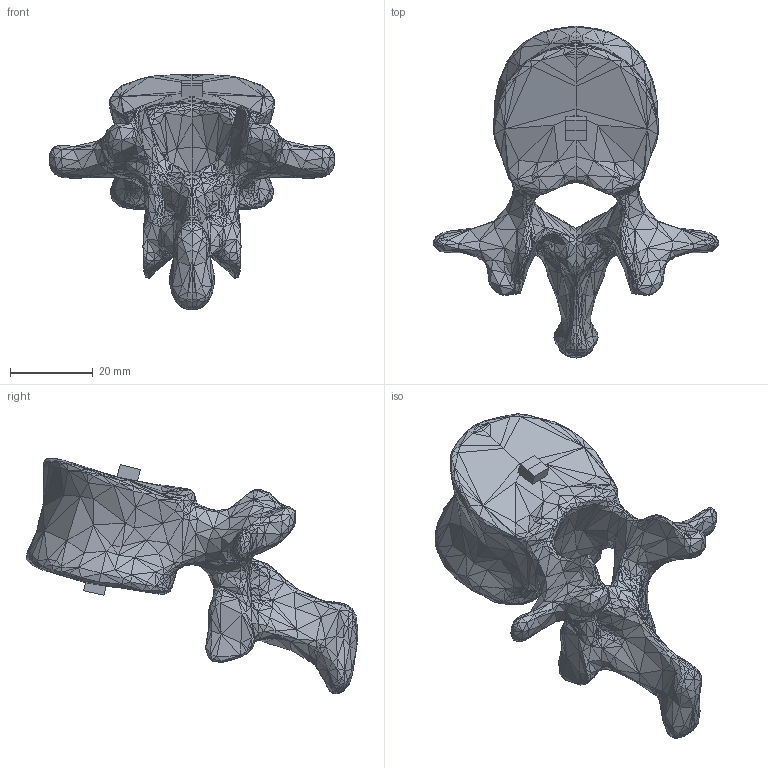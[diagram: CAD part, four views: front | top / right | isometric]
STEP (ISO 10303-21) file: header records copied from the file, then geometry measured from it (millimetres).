
FILE_DESCRIPTION(/* description */ (''),/* implementation_level */ '2;1');
FILE_NAME(/* name */ 'L1.step',/* time_stamp */ '2024-04-27T09:54:30-04:00',/* author */ (''),/* organization */ (''),/* preprocessor_version */ 'ST-DEVELOPER v20',/* originating_system */ 'Autodesk Translation Framework v12.20.1.177',/* authorisation */ '');
FILE_SCHEMA (('AUTOMOTIVE_DESIGN { 1 0 10303 214 3 1 1 }'));
Products named in the file (1): L1
Bounding box: 68.92 x 80.02 x 56.76 mm (x, y, z)
Volume: 39843 mm3; surface area: 10764.9 mm2
Topology: 1 solids, 1 shells, 3038 faces, 4663 edges, 1624 vertices
Faces by surface type: plane 3037, cone 1
Entity records: 60231 total; most frequent: DIRECTION 10744, CARTESIAN_POINT 9325, ORIENTED_EDGE 9324, EDGE_CURVE 4662, LINE 4658, VECTOR 4658, AXIS2_PLACEMENT_3D 3043, FACE_OUTER_BOUND 3038
